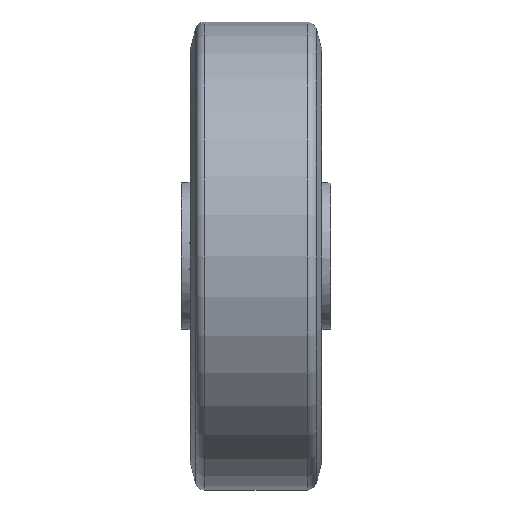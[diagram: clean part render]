
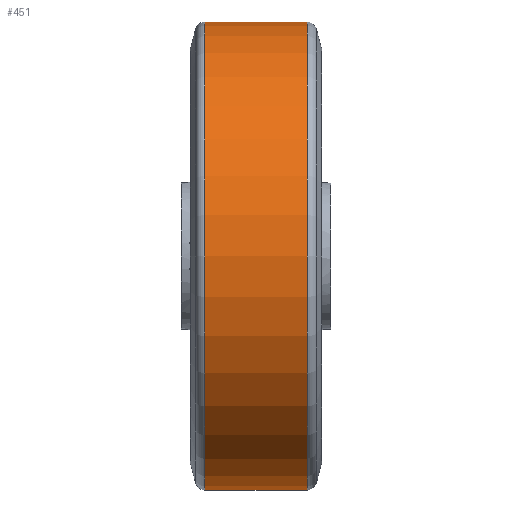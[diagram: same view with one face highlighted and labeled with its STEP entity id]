
A CAD part, front view. The second image highlights one B-rep face of the part: STEP entity #451.
In plain terms, the highlighted cylindrical face has radius 62.5 mm (diameter 125 mm), a full revolution.
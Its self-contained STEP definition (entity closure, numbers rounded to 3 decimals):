
#451 = ADVANCED_FACE( '', ( #912, #913 ), #914, .T. );
#912 = FACE_OUTER_BOUND( '', #1418, .T. );
#913 = FACE_OUTER_BOUND( '', #1419, .T. );
#914 = CYLINDRICAL_SURFACE( '', #1420, 62.5 );
#1418 = EDGE_LOOP( '', ( #2362 ) );
#1419 = EDGE_LOOP( '', ( #2363 ) );
#1420 = AXIS2_PLACEMENT_3D( '', #2364, #2365, #2366 );
#2362 = ORIENTED_EDGE( '', *, *, #2693, .T. );
#2363 = ORIENTED_EDGE( '', *, *, #2745, .F. );
#2364 = CARTESIAN_POINT( '', ( 37.5, 0., 0. ) );
#2365 = DIRECTION( '', ( -1., 0., 0. ) );
#2366 = DIRECTION( '', ( 0., 0., -1. ) );
#2693 = EDGE_CURVE( '', #3216, #3216, #3217, .T. );
#2745 = EDGE_CURVE( '', #3276, #3276, #3277, .T. );
#3216 = VERTEX_POINT( '', #4273 );
#3217 = CIRCLE( '', #4274, 62.5 );
#3276 = VERTEX_POINT( '', #4361 );
#3277 = CIRCLE( '', #4362, 62.5 );
#4273 = CARTESIAN_POINT( '', ( 6.294, 0., -62.5 ) );
#4274 = AXIS2_PLACEMENT_3D( '', #4706, #4707, #4708 );
#4361 = CARTESIAN_POINT( '', ( 33.706, 0., -62.5 ) );
#4362 = AXIS2_PLACEMENT_3D( '', #4757, #4758, #4759 );
#4706 = CARTESIAN_POINT( '', ( 6.294, 0., 0. ) );
#4707 = DIRECTION( '', ( 1., 0., 0. ) );
#4708 = DIRECTION( '', ( 0., 0., -1. ) );
#4757 = CARTESIAN_POINT( '', ( 33.706, 0., 0. ) );
#4758 = DIRECTION( '', ( 1., 0., 0. ) );
#4759 = DIRECTION( '', ( 0., 0., -1. ) );
